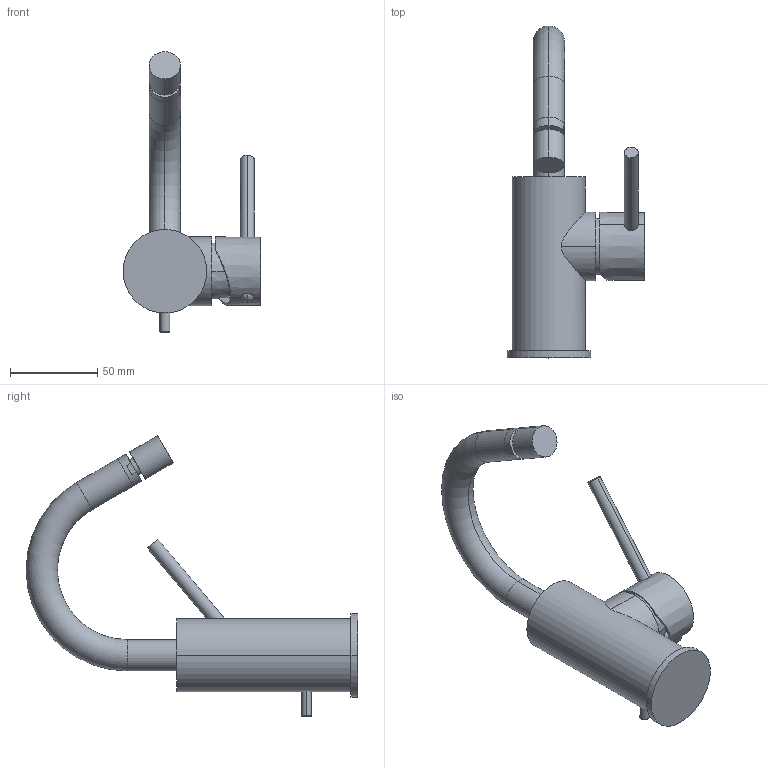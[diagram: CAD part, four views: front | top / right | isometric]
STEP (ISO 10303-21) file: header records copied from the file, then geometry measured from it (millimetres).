
FILE_DESCRIPTION((''),'2;1');
FILE_NAME('LIG137CR','2021-01-14T15:04:15',('ut3'),('PAFFONI SpA'),'CREO PARAMETRIC BY PTC INC, 2020044','CREO PARAMETRIC BY PTC INC, 2020044','');
FILE_SCHEMA(('CONFIG_CONTROL_DESIGN','SHAPE_APPEARANCE_LAYERS_GROUPS'));
Length unit declared in the file: millimetre
Products named in the file (1): LIG137CR
Bounding box: 79.15 x 190.49 x 161.04 mm (x, y, z)
Surface area: 46594.1 mm2 (no closed solid volume)
Topology: 0 solids, 22 shells, 125 faces, 333 edges, 224 vertices
Faces by surface type: cylinder 52, plane 52, cone 15, torus 4, sphere 2
Entity records: 5149 total; most frequent: CARTESIAN_POINT 1264, DIRECTION 631, ORIENTED_EDGE 584, EDGE_CURVE 329, AXIS2_PLACEMENT_3D 239, VERTEX_POINT 224, VECTOR 153, LINE 153
